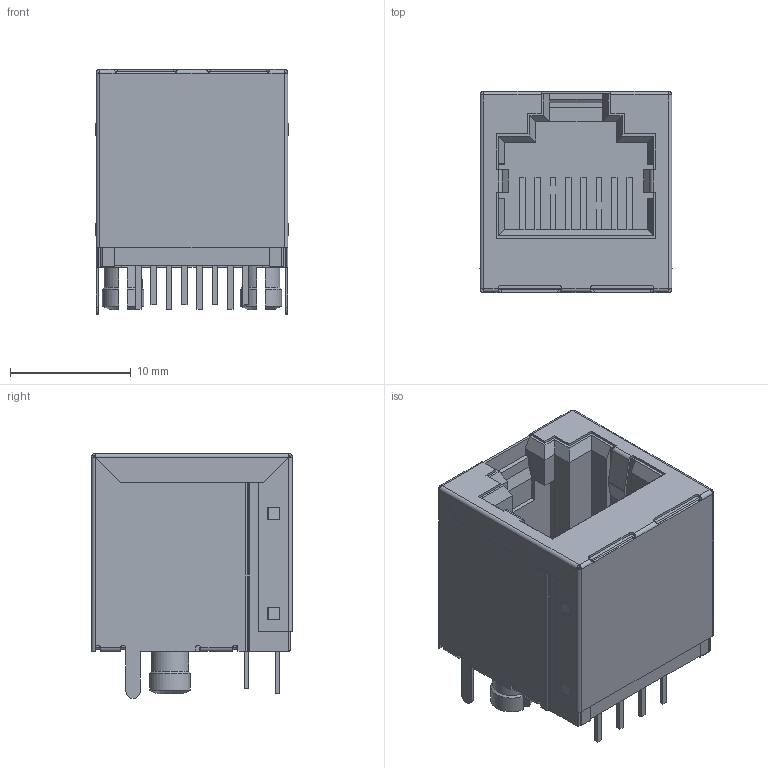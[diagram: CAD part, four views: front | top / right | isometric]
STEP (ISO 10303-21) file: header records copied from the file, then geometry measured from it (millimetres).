
FILE_DESCRIPTION(/* description */ (''),/* implementation_level */ '2;1');
FILE_NAME(/* name */ 'RJ45 Jack.stp',/* time_stamp */ '2020-01-28T06:37:03-06:00',/* author */ ('sflee'),/* organization */ (''),/* preprocessor_version */ 'ST-DEVELOPER v18',/* originating_system */ 'Autodesk Inventor 2020',/* authorisation */ '');
FILE_SCHEMA (('AUTOMOTIVE_DESIGN { 1 0 10303 214 3 1 1 }'));
Length unit declared in the file: millimetre
Products named in the file (6): RJ45 Jack; RJ45 Lower Insert; RJ45 Odd Pins; RJ45 Even Pins; RJ45 Main Insert; RJ45 Shell
Assembly tree (11 placements, depth 2):
  RJ45 Jack
    RJ45 Lower Insert
    RJ45 Odd Pins  x4
    RJ45 Even Pins  x4
    RJ45 Main Insert
    RJ45 Shell
Bounding box: 15.93 x 16.65 x 20.3 mm (x, y, z)
Volume: 2723.9 mm3; surface area: 6435.9 mm2
Topology: 11 solids, 11 shells, 935 faces, 2298 edges, 1376 vertices
Faces by surface type: plane 726, cylinder 181, sphere 10, cone 8, bspline 8, torus 2
Full cylindrical faces by diameter (mm): 0.9 x2
Entity records: 23694 total; most frequent: CARTESIAN_POINT 4554, ORIENTED_EDGE 3972, DIRECTION 3830, EDGE_CURVE 1986, LINE 1654, VECTOR 1654, VERTEX_POINT 1208, AXIS2_PLACEMENT_3D 1088
